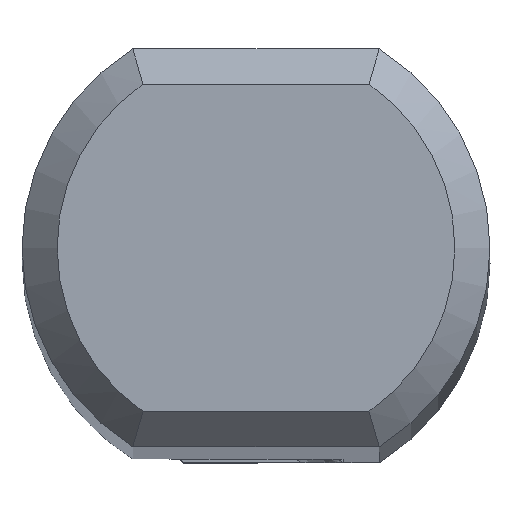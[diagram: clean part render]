
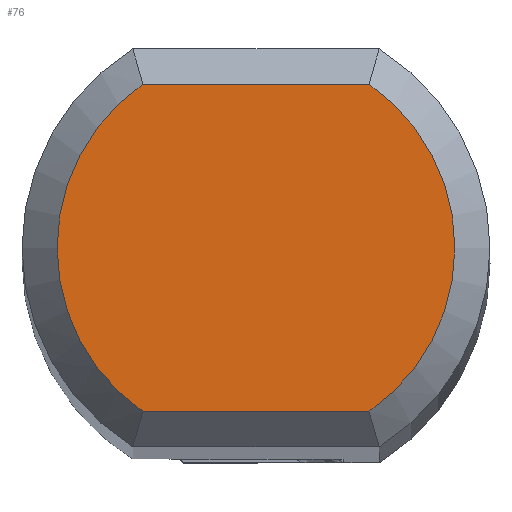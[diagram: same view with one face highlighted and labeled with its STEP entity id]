
A CAD part, top view. The second image highlights one B-rep face of the part: STEP entity #76.
In plain terms, the highlighted planar face has unit normal (0, 0, 1).
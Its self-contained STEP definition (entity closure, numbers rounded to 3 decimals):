
#57=PLANE('',#630);
#76=ADVANCED_FACE('',(#109),#57,.T.);
#109=FACE_OUTER_BOUND('',#136,.T.);
#136=EDGE_LOOP('',(#222,#223,#224,#225,#226,#227));
#154=CIRCLE('',#626,1.7);
#155=CIRCLE('',#627,1.7);
#156=CIRCLE('',#628,1.7);
#157=CIRCLE('',#629,1.7);
#222=ORIENTED_EDGE('',*,*,#382,.F.);
#223=ORIENTED_EDGE('',*,*,#383,.F.);
#224=ORIENTED_EDGE('',*,*,#384,.F.);
#225=ORIENTED_EDGE('',*,*,#385,.F.);
#226=ORIENTED_EDGE('',*,*,#386,.F.);
#227=ORIENTED_EDGE('',*,*,#387,.F.);
#326=VERTEX_POINT('',#1031);
#327=VERTEX_POINT('',#1032);
#328=VERTEX_POINT('',#1034);
#329=VERTEX_POINT('',#1036);
#330=VERTEX_POINT('',#1038);
#331=VERTEX_POINT('',#1040);
#382=EDGE_CURVE('',#326,#327,#505,.T.);
#383=EDGE_CURVE('',#328,#326,#154,.T.);
#384=EDGE_CURVE('',#329,#328,#155,.T.);
#385=EDGE_CURVE('',#330,#329,#506,.T.);
#386=EDGE_CURVE('',#331,#330,#156,.T.);
#387=EDGE_CURVE('',#327,#331,#157,.T.);
#505=LINE('',#1030,#542);
#506=LINE('',#1037,#543);
#542=VECTOR('',#720,1.);
#543=VECTOR('',#725,1.);
#626=AXIS2_PLACEMENT_3D('',#1033,#721,#722);
#627=AXIS2_PLACEMENT_3D('',#1035,#723,#724);
#628=AXIS2_PLACEMENT_3D('',#1039,#726,#727);
#629=AXIS2_PLACEMENT_3D('',#1041,#728,#729);
#630=AXIS2_PLACEMENT_3D('',#1042,#730,#731);
#720=DIRECTION('',(-1.,0.,0.));
#721=DIRECTION('',(0.,0.,-1.));
#722=DIRECTION('',(1.,0.,0.));
#723=DIRECTION('',(0.,0.,-1.));
#724=DIRECTION('',(0.567,0.824,0.));
#725=DIRECTION('',(1.,0.,0.));
#726=DIRECTION('',(0.,0.,-1.));
#727=DIRECTION('',(-1.,0.,0.));
#728=DIRECTION('',(0.,0.,-1.));
#729=DIRECTION('',(-0.567,-0.824,0.));
#730=DIRECTION('',(0.,0.,1.));
#731=DIRECTION('',(0.,1.,0.));
#1030=CARTESIAN_POINT('',(0.964,-1.4,0.));
#1031=CARTESIAN_POINT('',(0.964,-1.4,0.));
#1032=CARTESIAN_POINT('',(-0.964,-1.4,0.));
#1033=CARTESIAN_POINT('',(0.,0.,0.));
#1034=CARTESIAN_POINT('',(1.7,0.,0.));
#1035=CARTESIAN_POINT('',(0.,0.,0.));
#1036=CARTESIAN_POINT('',(0.964,1.4,0.));
#1037=CARTESIAN_POINT('',(-0.964,1.4,0.));
#1038=CARTESIAN_POINT('',(-0.964,1.4,0.));
#1039=CARTESIAN_POINT('',(0.,0.,0.));
#1040=CARTESIAN_POINT('',(-1.7,0.,0.));
#1041=CARTESIAN_POINT('',(0.,0.,0.));
#1042=CARTESIAN_POINT('',(0.,0.,0.));
